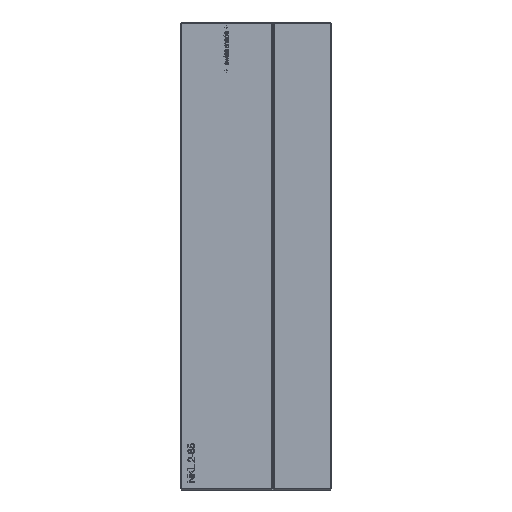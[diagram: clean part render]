
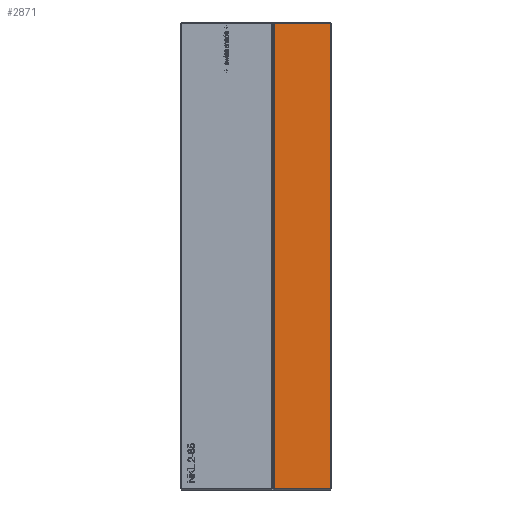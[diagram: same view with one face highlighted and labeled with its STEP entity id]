
A CAD part, left-side view. The second image highlights one B-rep face of the part: STEP entity #2871.
In plain terms, the highlighted planar face has unit normal (-1, 0, 0).
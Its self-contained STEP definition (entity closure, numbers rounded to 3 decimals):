
#542 = PLANE('',#543);
#543 = AXIS2_PLACEMENT_3D('',#544,#545,#546);
#544 = CARTESIAN_POINT('',(-19.925,8.005,0.));
#545 = DIRECTION('',(0.707,-0.707,0.)
  );
#546 = DIRECTION('',(0.,0.,1.));
#975 = PLANE('',#976);
#976 = AXIS2_PLACEMENT_3D('',#977,#978,#979);
#977 = CARTESIAN_POINT('',(-19.925,0.,0.075));
#978 = DIRECTION('',(0.707,0.,0.707));
#979 = DIRECTION('',(0.,-1.,0.));
#1266 = VERTEX_POINT('',#1267);
#1267 = CARTESIAN_POINT('',(-20.,7.93,64.85));
#1293 = EDGE_CURVE('',#1294,#1266,#1296,.T.);
#1294 = VERTEX_POINT('',#1295);
#1295 = CARTESIAN_POINT('',(-20.,7.93,0.15));
#1296 = SURFACE_CURVE('',#1297,(#1301,#1308),.PCURVE_S1.);
#1297 = LINE('',#1298,#1299);
#1298 = CARTESIAN_POINT('',(-20.,7.93,0.));
#1299 = VECTOR('',#1300,1.);
#1300 = DIRECTION('',(0.,0.,1.));
#1301 = PCURVE('',#542,#1302);
#1302 = DEFINITIONAL_REPRESENTATION('',(#1303),#1307);
#1303 = LINE('',#1304,#1305);
#1304 = CARTESIAN_POINT('',(0.,0.106));
#1305 = VECTOR('',#1306,1.);
#1306 = DIRECTION('',(1.,0.));
#1307 = ( GEOMETRIC_REPRESENTATION_CONTEXT(2) 
PARAMETRIC_REPRESENTATION_CONTEXT() REPRESENTATION_CONTEXT('2D SPACE',''
  ) );
#1308 = PCURVE('',#1309,#1314);
#1309 = PLANE('',#1310);
#1310 = AXIS2_PLACEMENT_3D('',#1311,#1312,#1313);
#1311 = CARTESIAN_POINT('',(-20.,0.,0.));
#1312 = DIRECTION('',(-1.,0.,0.));
#1313 = DIRECTION('',(0.,1.,0.));
#1314 = DEFINITIONAL_REPRESENTATION('',(#1315),#1319);
#1315 = LINE('',#1316,#1317);
#1316 = CARTESIAN_POINT('',(7.93,0.));
#1317 = VECTOR('',#1318,1.);
#1318 = DIRECTION('',(0.,-1.));
#1319 = ( GEOMETRIC_REPRESENTATION_CONTEXT(2) 
PARAMETRIC_REPRESENTATION_CONTEXT() REPRESENTATION_CONTEXT('2D SPACE',''
  ) );
#1939 = PLANE('',#1940);
#1940 = AXIS2_PLACEMENT_3D('',#1941,#1942,#1943);
#1941 = CARTESIAN_POINT('',(-19.925,0.,64.925));
#1942 = DIRECTION('',(-0.707,0.,0.707));
#1943 = DIRECTION('',(0.,-1.,0.));
#2160 = VERTEX_POINT('',#2161);
#2161 = CARTESIAN_POINT('',(-20.,0.15,0.15));
#2187 = EDGE_CURVE('',#2160,#1294,#2188,.T.);
#2188 = SURFACE_CURVE('',#2189,(#2193,#2200),.PCURVE_S1.);
#2189 = LINE('',#2190,#2191);
#2190 = CARTESIAN_POINT('',(-20.,0.,0.15));
#2191 = VECTOR('',#2192,1.);
#2192 = DIRECTION('',(0.,1.,0.));
#2193 = PCURVE('',#975,#2194);
#2194 = DEFINITIONAL_REPRESENTATION('',(#2195),#2199);
#2195 = LINE('',#2196,#2197);
#2196 = CARTESIAN_POINT('',(0.,-0.106));
#2197 = VECTOR('',#2198,1.);
#2198 = DIRECTION('',(-1.,0.));
#2199 = ( GEOMETRIC_REPRESENTATION_CONTEXT(2) 
PARAMETRIC_REPRESENTATION_CONTEXT() REPRESENTATION_CONTEXT('2D SPACE',''
  ) );
#2200 = PCURVE('',#1309,#2201);
#2201 = DEFINITIONAL_REPRESENTATION('',(#2202),#2206);
#2202 = LINE('',#2203,#2204);
#2203 = CARTESIAN_POINT('',(0.,-0.15));
#2204 = VECTOR('',#2205,1.);
#2205 = DIRECTION('',(1.,0.));
#2206 = ( GEOMETRIC_REPRESENTATION_CONTEXT(2) 
PARAMETRIC_REPRESENTATION_CONTEXT() REPRESENTATION_CONTEXT('2D SPACE',''
  ) );
#2871 = ADVANCED_FACE('',(#2872),#1309,.T.);
#2872 = FACE_BOUND('',#2873,.T.);
#2873 = EDGE_LOOP('',(#2874,#2875,#2876,#2904));
#2874 = ORIENTED_EDGE('',*,*,#1293,.F.);
#2875 = ORIENTED_EDGE('',*,*,#2187,.F.);
#2876 = ORIENTED_EDGE('',*,*,#2877,.T.);
#2877 = EDGE_CURVE('',#2160,#2878,#2880,.T.);
#2878 = VERTEX_POINT('',#2879);
#2879 = CARTESIAN_POINT('',(-20.,0.15,64.85));
#2880 = SURFACE_CURVE('',#2881,(#2885,#2892),.PCURVE_S1.);
#2881 = LINE('',#2882,#2883);
#2882 = CARTESIAN_POINT('',(-20.,0.15,0.));
#2883 = VECTOR('',#2884,1.);
#2884 = DIRECTION('',(0.,0.,1.));
#2885 = PCURVE('',#1309,#2886);
#2886 = DEFINITIONAL_REPRESENTATION('',(#2887),#2891);
#2887 = LINE('',#2888,#2889);
#2888 = CARTESIAN_POINT('',(0.15,0.));
#2889 = VECTOR('',#2890,1.);
#2890 = DIRECTION('',(0.,-1.));
#2891 = ( GEOMETRIC_REPRESENTATION_CONTEXT(2) 
PARAMETRIC_REPRESENTATION_CONTEXT() REPRESENTATION_CONTEXT('2D SPACE',''
  ) );
#2892 = PCURVE('',#2893,#2898);
#2893 = PLANE('',#2894);
#2894 = AXIS2_PLACEMENT_3D('',#2895,#2896,#2897);
#2895 = CARTESIAN_POINT('',(-19.925,0.075,0.));
#2896 = DIRECTION('',(0.707,0.707,0.
    ));
#2897 = DIRECTION('',(0.,0.,1.));
#2898 = DEFINITIONAL_REPRESENTATION('',(#2899),#2903);
#2899 = LINE('',#2900,#2901);
#2900 = CARTESIAN_POINT('',(0.,-0.106));
#2901 = VECTOR('',#2902,1.);
#2902 = DIRECTION('',(1.,0.));
#2903 = ( GEOMETRIC_REPRESENTATION_CONTEXT(2) 
PARAMETRIC_REPRESENTATION_CONTEXT() REPRESENTATION_CONTEXT('2D SPACE',''
  ) );
#2904 = ORIENTED_EDGE('',*,*,#2905,.T.);
#2905 = EDGE_CURVE('',#2878,#1266,#2906,.T.);
#2906 = SURFACE_CURVE('',#2907,(#2911,#2918),.PCURVE_S1.);
#2907 = LINE('',#2908,#2909);
#2908 = CARTESIAN_POINT('',(-20.,0.,64.85));
#2909 = VECTOR('',#2910,1.);
#2910 = DIRECTION('',(0.,1.,0.));
#2911 = PCURVE('',#1309,#2912);
#2912 = DEFINITIONAL_REPRESENTATION('',(#2913),#2917);
#2913 = LINE('',#2914,#2915);
#2914 = CARTESIAN_POINT('',(0.,-64.85));
#2915 = VECTOR('',#2916,1.);
#2916 = DIRECTION('',(1.,0.));
#2917 = ( GEOMETRIC_REPRESENTATION_CONTEXT(2) 
PARAMETRIC_REPRESENTATION_CONTEXT() REPRESENTATION_CONTEXT('2D SPACE',''
  ) );
#2918 = PCURVE('',#1939,#2919);
#2919 = DEFINITIONAL_REPRESENTATION('',(#2920),#2924);
#2920 = LINE('',#2921,#2922);
#2921 = CARTESIAN_POINT('',(0.,-0.106));
#2922 = VECTOR('',#2923,1.);
#2923 = DIRECTION('',(-1.,0.));
#2924 = ( GEOMETRIC_REPRESENTATION_CONTEXT(2) 
PARAMETRIC_REPRESENTATION_CONTEXT() REPRESENTATION_CONTEXT('2D SPACE',''
  ) );
